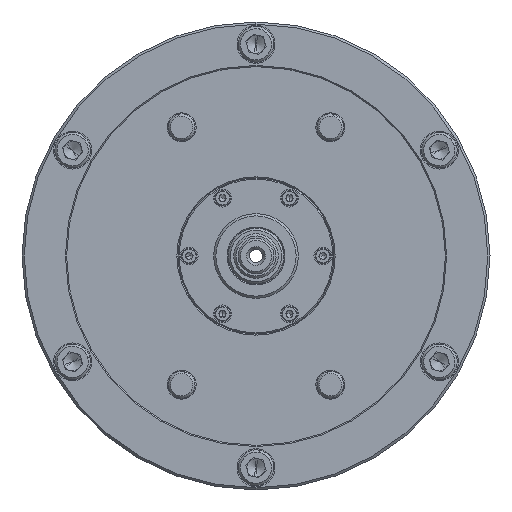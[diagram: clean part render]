
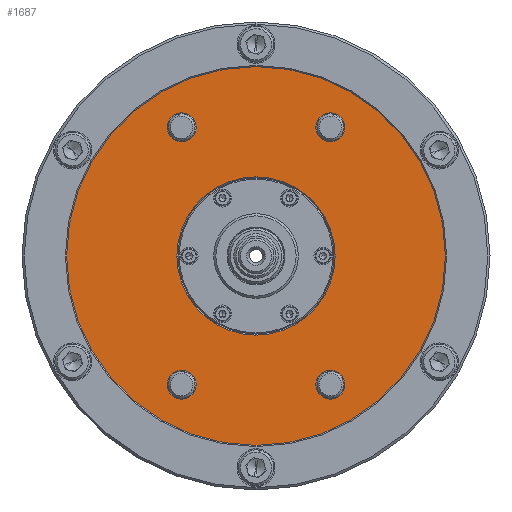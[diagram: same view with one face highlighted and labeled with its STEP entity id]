
A CAD part, left-side view. The second image highlights one B-rep face of the part: STEP entity #1687.
In plain terms, the highlighted face is planar.
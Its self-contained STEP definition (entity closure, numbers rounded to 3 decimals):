
#44 = VERTEX_POINT ( 'NONE', #9694 ) ;
#54 = EDGE_LOOP ( 'NONE', ( #4786, #9143 ) ) ;
#81 = CARTESIAN_POINT ( 'NONE',  ( -64.264, -33.35, -5. ) ) ;
#82 = CIRCLE ( 'NONE', #6449, 6.5 ) ;
#120 = CIRCLE ( 'NONE', #14283, 85. ) ;
#332 = VERTEX_POINT ( 'NONE', #5530 ) ;
#675 = AXIS2_PLACEMENT_3D ( 'NONE', #11350, #4465, #12510 ) ;
#773 = VERTEX_POINT ( 'NONE', #3502 ) ;
#1002 = CIRCLE ( 'NONE', #675, 6.5 ) ;
#1093 = AXIS2_PLACEMENT_3D ( 'NONE', #8479, #1583, #9639 ) ;
#1096 = EDGE_CURVE ( 'NONE', #10041, #332, #82, .T. ) ;
#1183 = EDGE_LOOP ( 'NONE', ( #2865, #12169 ) ) ;
#1284 = VERTEX_POINT ( 'NONE', #8922 ) ;
#1487 = ORIENTED_EDGE ( 'NONE', *, *, #11566, .T. ) ;
#1488 = VERTEX_POINT ( 'NONE', #3277 ) ;
#1583 = DIRECTION ( 'NONE',  ( 0., 0., -1. ) ) ;
#1676 = DIRECTION ( 'NONE',  ( 0., 0., -1. ) ) ;
#1687 = ADVANCED_FACE ( 'NONE', ( #4968, #11088, #13784, #10729, #7672, #4604 ), #10858, .F. ) ;
#1929 = AXIS2_PLACEMENT_3D ( 'NONE', #5336, #13397, #6492 ) ;
#2067 = CARTESIAN_POINT ( 'NONE',  ( -57.764, 33.35, -5. ) ) ;
#2076 = CIRCLE ( 'NONE', #13311, 6.5 ) ;
#2563 = EDGE_CURVE ( 'NONE', #14091, #6328, #3338, .T. ) ;
#2771 = VERTEX_POINT ( 'NONE', #5729 ) ;
#2865 = ORIENTED_EDGE ( 'NONE', *, *, #9971, .T. ) ;
#3277 = CARTESIAN_POINT ( 'NONE',  ( 51.264, 33.35, -5. ) ) ;
#3338 = CIRCLE ( 'NONE', #1929, 35.5 ) ;
#3423 = EDGE_CURVE ( 'NONE', #332, #10041, #5099, .T. ) ;
#3502 = CARTESIAN_POINT ( 'NONE',  ( -51.264, -33.35, -5. ) ) ;
#3589 = DIRECTION ( 'NONE',  ( 0., 0., -1. ) ) ;
#3773 = CIRCLE ( 'NONE', #14460, 6.5 ) ;
#3816 = CARTESIAN_POINT ( 'NONE',  ( 0., 0., -5. ) ) ;
#4063 = VERTEX_POINT ( 'NONE', #81 ) ;
#4320 = CARTESIAN_POINT ( 'NONE',  ( 57.764, 33.35, -5. ) ) ;
#4378 = ORIENTED_EDGE ( 'NONE', *, *, #4878, .T. ) ;
#4465 = DIRECTION ( 'NONE',  ( 0., 0., -1. ) ) ;
#4604 = FACE_OUTER_BOUND ( 'NONE', #13702, .T. ) ;
#4786 = ORIENTED_EDGE ( 'NONE', *, *, #11211, .T. ) ;
#4816 = CIRCLE ( 'NONE', #10686, 6.5 ) ;
#4878 = EDGE_CURVE ( 'NONE', #44, #6528, #9578, .T. ) ;
#4956 = DIRECTION ( 'NONE',  ( 1., 0., 0. ) ) ;
#4959 = DIRECTION ( 'NONE',  ( 0., 0., -1. ) ) ;
#4968 = FACE_BOUND ( 'NONE', #8434, .T. ) ;
#5099 = CIRCLE ( 'NONE', #8789, 6.5 ) ;
#5336 = CARTESIAN_POINT ( 'NONE',  ( 0., 0., -5. ) ) ;
#5465 = DIRECTION ( 'NONE',  ( -1., 0., 0. ) ) ;
#5482 = DIRECTION ( 'NONE',  ( 0., 0., -1. ) ) ;
#5530 = CARTESIAN_POINT ( 'NONE',  ( -64.264, 33.35, -5. ) ) ;
#5695 = DIRECTION ( 'NONE',  ( 0., 0., 1. ) ) ;
#5729 = CARTESIAN_POINT ( 'NONE',  ( 64.264, -33.35, -5. ) ) ;
#6328 = VERTEX_POINT ( 'NONE', #8014 ) ;
#6449 = AXIS2_PLACEMENT_3D ( 'NONE', #2067, #14800, #7189 ) ;
#6492 = DIRECTION ( 'NONE',  ( -1., 0., 0. ) ) ;
#6528 = VERTEX_POINT ( 'NONE', #14182 ) ;
#6566 = EDGE_CURVE ( 'NONE', #6328, #14091, #10495, .T. ) ;
#6824 = DIRECTION ( 'NONE',  ( 0., 0., -1. ) ) ;
#7189 = DIRECTION ( 'NONE',  ( -1., 0., 0. ) ) ;
#7208 = ORIENTED_EDGE ( 'NONE', *, *, #6566, .T. ) ;
#7325 = ORIENTED_EDGE ( 'NONE', *, *, #13155, .T. ) ;
#7414 = EDGE_LOOP ( 'NONE', ( #7520, #7585 ) ) ;
#7430 = AXIS2_PLACEMENT_3D ( 'NONE', #10454, #3589, #11607 ) ;
#7520 = ORIENTED_EDGE ( 'NONE', *, *, #3423, .T. ) ;
#7531 = CARTESIAN_POINT ( 'NONE',  ( 0., 35., -5. ) ) ;
#7585 = ORIENTED_EDGE ( 'NONE', *, *, #1096, .T. ) ;
#7657 = ORIENTED_EDGE ( 'NONE', *, *, #13063, .T. ) ;
#7672 = FACE_BOUND ( 'NONE', #13570, .T. ) ;
#8014 = CARTESIAN_POINT ( 'NONE',  ( 35.5, 0., -5. ) ) ;
#8434 = EDGE_LOOP ( 'NONE', ( #7325, #7657 ) ) ;
#8479 = CARTESIAN_POINT ( 'NONE',  ( 0., 0., -5. ) ) ;
#8481 = CIRCLE ( 'NONE', #11932, 6.5 ) ;
#8576 = CARTESIAN_POINT ( 'NONE',  ( 57.764, -33.35, -5. ) ) ;
#8627 = EDGE_CURVE ( 'NONE', #2771, #10870, #8481, .T. ) ;
#8789 = AXIS2_PLACEMENT_3D ( 'NONE', #13720, #6824, #14899 ) ;
#8922 = CARTESIAN_POINT ( 'NONE',  ( 64.264, 33.35, -5. ) ) ;
#9085 = ORIENTED_EDGE ( 'NONE', *, *, #2563, .T. ) ;
#9105 = CIRCLE ( 'NONE', #7430, 6.5 ) ;
#9143 = ORIENTED_EDGE ( 'NONE', *, *, #12766, .T. ) ;
#9578 = CIRCLE ( 'NONE', #9594, 85. ) ;
#9594 = AXIS2_PLACEMENT_3D ( 'NONE', #3816, #11839, #4956 ) ;
#9639 = DIRECTION ( 'NONE',  ( -1., 0., 0. ) ) ;
#9694 = CARTESIAN_POINT ( 'NONE',  ( 85., 0., -5. ) ) ;
#9728 = DIRECTION ( 'NONE',  ( -1., 0., 0. ) ) ;
#9971 = EDGE_CURVE ( 'NONE', #10870, #2771, #3773, .T. ) ;
#10041 = VERTEX_POINT ( 'NONE', #12085 ) ;
#10046 = CARTESIAN_POINT ( 'NONE',  ( 51.264, -33.35, -5. ) ) ;
#10293 = DIRECTION ( 'NONE',  ( -1., 0., 0. ) ) ;
#10454 = CARTESIAN_POINT ( 'NONE',  ( -57.764, -33.35, -5. ) ) ;
#10495 = CIRCLE ( 'NONE', #1093, 35.5 ) ;
#10686 = AXIS2_PLACEMENT_3D ( 'NONE', #11843, #4959, #13010 ) ;
#10729 = FACE_BOUND ( 'NONE', #7414, .T. ) ;
#10858 = PLANE ( 'NONE',  #12814 ) ;
#10870 = VERTEX_POINT ( 'NONE', #10046 ) ;
#11088 = FACE_BOUND ( 'NONE', #1183, .T. ) ;
#11211 = EDGE_CURVE ( 'NONE', #4063, #773, #4816, .T. ) ;
#11350 = CARTESIAN_POINT ( 'NONE',  ( 57.764, 33.35, -5. ) ) ;
#11566 = EDGE_CURVE ( 'NONE', #6528, #44, #120, .T. ) ;
#11607 = DIRECTION ( 'NONE',  ( -1., 0., 0. ) ) ;
#11731 = CARTESIAN_POINT ( 'NONE',  ( -35.5, 0., -5. ) ) ;
#11839 = DIRECTION ( 'NONE',  ( 0., 0., 1. ) ) ;
#11843 = CARTESIAN_POINT ( 'NONE',  ( -57.764, -33.35, -5. ) ) ;
#11932 = AXIS2_PLACEMENT_3D ( 'NONE', #12392, #5482, #13549 ) ;
#11957 = DIRECTION ( 'NONE',  ( 0., 0., -1. ) ) ;
#12085 = CARTESIAN_POINT ( 'NONE',  ( -51.264, 33.35, -5. ) ) ;
#12169 = ORIENTED_EDGE ( 'NONE', *, *, #8627, .T. ) ;
#12368 = DIRECTION ( 'NONE',  ( 0., 0., -1. ) ) ;
#12392 = CARTESIAN_POINT ( 'NONE',  ( 57.764, -33.35, -5. ) ) ;
#12510 = DIRECTION ( 'NONE',  ( -1., 0., 0. ) ) ;
#12592 = CARTESIAN_POINT ( 'NONE',  ( 0., 0., -5. ) ) ;
#12766 = EDGE_CURVE ( 'NONE', #773, #4063, #9105, .T. ) ;
#12814 = AXIS2_PLACEMENT_3D ( 'NONE', #7531, #11957, #10293 ) ;
#13010 = DIRECTION ( 'NONE',  ( -1., 0., 0. ) ) ;
#13063 = EDGE_CURVE ( 'NONE', #1284, #1488, #2076, .T. ) ;
#13155 = EDGE_CURVE ( 'NONE', #1488, #1284, #1002, .T. ) ;
#13311 = AXIS2_PLACEMENT_3D ( 'NONE', #4320, #12368, #5465 ) ;
#13397 = DIRECTION ( 'NONE',  ( 0., 0., -1. ) ) ;
#13549 = DIRECTION ( 'NONE',  ( -1., 0., 0. ) ) ;
#13570 = EDGE_LOOP ( 'NONE', ( #7208, #9085 ) ) ;
#13702 = EDGE_LOOP ( 'NONE', ( #4378, #1487 ) ) ;
#13720 = CARTESIAN_POINT ( 'NONE',  ( -57.764, 33.35, -5. ) ) ;
#13755 = DIRECTION ( 'NONE',  ( 1., 0., 0. ) ) ;
#13784 = FACE_BOUND ( 'NONE', #54, .T. ) ;
#14091 = VERTEX_POINT ( 'NONE', #11731 ) ;
#14182 = CARTESIAN_POINT ( 'NONE',  ( -85., 0., -5. ) ) ;
#14283 = AXIS2_PLACEMENT_3D ( 'NONE', #12592, #5695, #13755 ) ;
#14460 = AXIS2_PLACEMENT_3D ( 'NONE', #8576, #1676, #9728 ) ;
#14800 = DIRECTION ( 'NONE',  ( 0., 0., -1. ) ) ;
#14899 = DIRECTION ( 'NONE',  ( -1., 0., 0. ) ) ;
